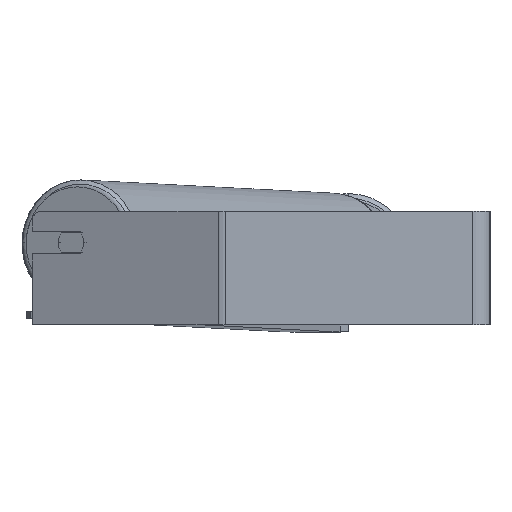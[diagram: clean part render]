
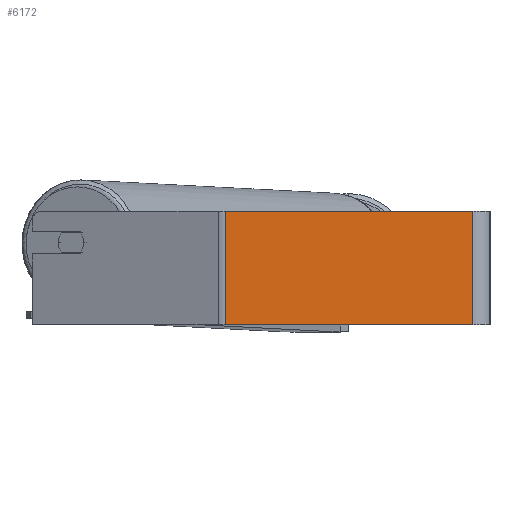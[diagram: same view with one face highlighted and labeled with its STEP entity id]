
A CAD part, left-side view. The second image highlights one B-rep face of the part: STEP entity #6172.
In plain terms, the highlighted planar face has unit normal (-1, 0, 0).
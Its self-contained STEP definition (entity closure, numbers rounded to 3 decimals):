
#123 = DIRECTION ( 'NONE',  ( 0., 0., -1. ) ) ;
#839 = EDGE_CURVE ( 'NONE', #5679, #2803, #3635, .T. ) ;
#1475 = DIRECTION ( 'NONE',  ( 0., -1., 0. ) ) ;
#1520 = FACE_OUTER_BOUND ( 'NONE', #6629, .T. ) ;
#2046 = CARTESIAN_POINT ( 'NONE',  ( -700., 12., -40. ) ) ;
#2139 = DIRECTION ( 'NONE',  ( 0., 0., -1. ) ) ;
#2181 = CARTESIAN_POINT ( 'NONE',  ( -700., 186.554, -40. ) ) ;
#2318 = VECTOR ( 'NONE', #2139, 1000. ) ;
#2358 = CARTESIAN_POINT ( 'NONE',  ( -700., 189.214, 40. ) ) ;
#2803 = VERTEX_POINT ( 'NONE', #4466 ) ;
#2927 = LINE ( 'NONE', #4954, #6712 ) ;
#3443 = VERTEX_POINT ( 'NONE', #2046 ) ;
#3635 = LINE ( 'NONE', #2358, #7153 ) ;
#3745 = LINE ( 'NONE', #7420, #6746 ) ;
#3883 = EDGE_CURVE ( 'NONE', #5008, #3443, #2927, .T. ) ;
#4348 = ORIENTED_EDGE ( 'NONE', *, *, #7269, .F. ) ;
#4466 = CARTESIAN_POINT ( 'NONE',  ( -700., 12., 40. ) ) ;
#4691 = CARTESIAN_POINT ( 'NONE',  ( -700., 186.554, 40. ) ) ;
#4954 = CARTESIAN_POINT ( 'NONE',  ( -700., 189.214, -40. ) ) ;
#5008 = VERTEX_POINT ( 'NONE', #2181 ) ;
#5073 = CARTESIAN_POINT ( 'NONE',  ( -700., 12., 40. ) ) ;
#5104 = DIRECTION ( 'NONE',  ( 0., -1., 0. ) ) ;
#5544 = AXIS2_PLACEMENT_3D ( 'NONE', #7264, #8025, #5711 ) ;
#5679 = VERTEX_POINT ( 'NONE', #4691 ) ;
#5699 = ORIENTED_EDGE ( 'NONE', *, *, #3883, .T. ) ;
#5711 = DIRECTION ( 'NONE',  ( 0., 0., -1. ) ) ;
#6172 = ADVANCED_FACE ( 'NONE', ( #1520 ), #6551, .F. ) ;
#6510 = LINE ( 'NONE', #5073, #2318 ) ;
#6551 = PLANE ( 'NONE',  #5544 ) ;
#6559 = ORIENTED_EDGE ( 'NONE', *, *, #839, .F. ) ;
#6629 = EDGE_LOOP ( 'NONE', ( #5699, #4348, #6559, #7312 ) ) ;
#6712 = VECTOR ( 'NONE', #1475, 1000. ) ;
#6746 = VECTOR ( 'NONE', #123, 1000. ) ;
#7153 = VECTOR ( 'NONE', #5104, 1000. ) ;
#7264 = CARTESIAN_POINT ( 'NONE',  ( -700., 189.214, 40. ) ) ;
#7269 = EDGE_CURVE ( 'NONE', #2803, #3443, #6510, .T. ) ;
#7312 = ORIENTED_EDGE ( 'NONE', *, *, #8261, .T. ) ;
#7420 = CARTESIAN_POINT ( 'NONE',  ( -700., 186.554, 40. ) ) ;
#8025 = DIRECTION ( 'NONE',  ( 1., 0., 0. ) ) ;
#8261 = EDGE_CURVE ( 'NONE', #5679, #5008, #3745, .T. ) ;
